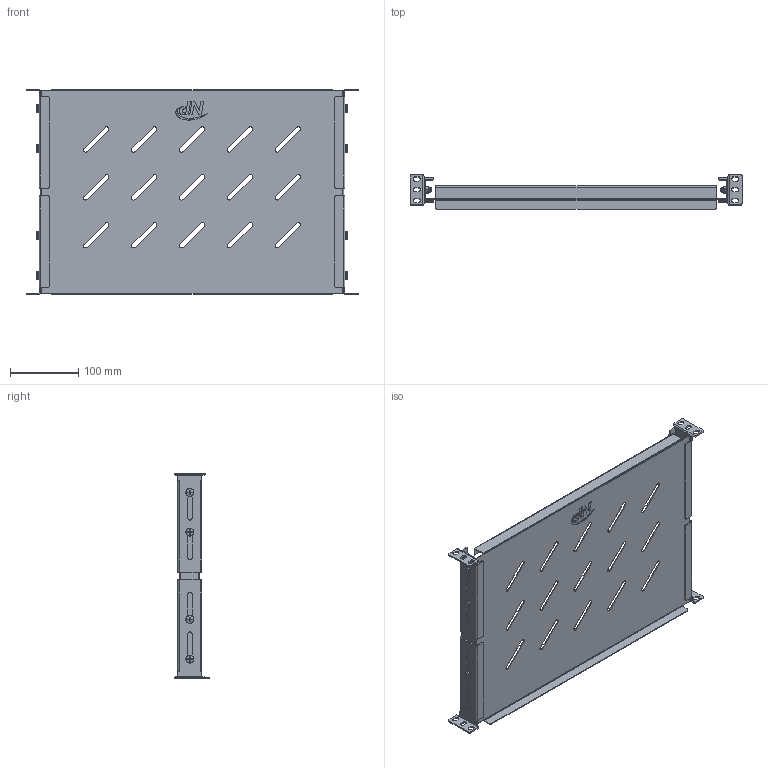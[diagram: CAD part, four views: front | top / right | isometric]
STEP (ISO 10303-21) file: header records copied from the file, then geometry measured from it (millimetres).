
FILE_DESCRIPTION((''),'2;1');
FILE_NAME('AA_ASM','2021-08-01T',('Administrator'),(''),'PRO/ENGINEER BY PARAMETRIC TECHNOLOGY CORPORATION, 2010100','PRO/ENGINEER BY PARAMETRIC TECHNOLOGY CORPORATION, 2010100','');
FILE_SCHEMA(('CONFIG_CONTROL_DESIGN'));
Length unit declared in the file: millimetre
Products named in the file (7): 443X650TB_8; EJ_4; M6_16_3; DIAN_3; M6LSM6KK_ASM_4_ASM; 443X650TB_ASM_13_ASM; AA_ASM
Assembly tree (16 placements, depth 4):
  AA_ASM
    443X650TB_ASM_13_ASM
      443X650TB_8
      EJ_4  x4
      M6LSM6KK_ASM_4_ASM  x8
        M6_16_3
        DIAN_3
Bounding box: 485 x 50.3 x 299.4 mm (x, y, z)
Volume: 276102 mm3; surface area: 423365.1 mm2
Topology: 21 solids, 21 shells, 1204 faces, 3258 edges, 2100 vertices
Faces by surface type: cylinder 506, plane 478, bspline 120, cone 48, torus 32, sphere 16, extrusion 4
Entity records: 16942 total; most frequent: CARTESIAN_POINT 8722, ORIENTED_EDGE 1700, DIRECTION 1620, EDGE_CURVE 850, AXIS2_PLACEMENT_3D 546, VERTEX_POINT 538, VECTOR 528, LINE 524
